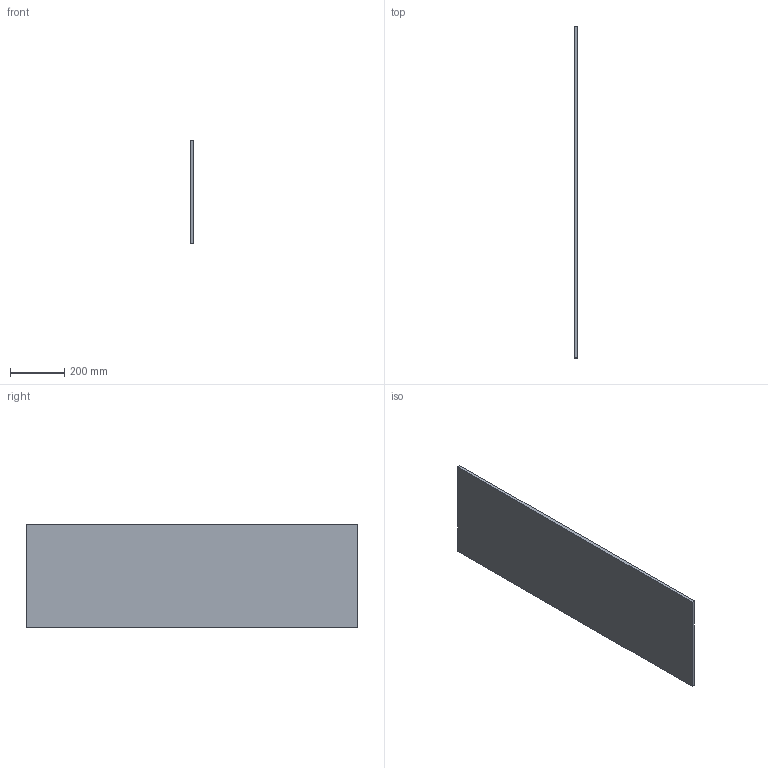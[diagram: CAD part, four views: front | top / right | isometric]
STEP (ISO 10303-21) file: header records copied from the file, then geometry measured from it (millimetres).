
FILE_DESCRIPTION(/* description */ ('','CAx-IF Rec.Pracs.---Representation and Presentation of Product Manufacturing Information (PMI)---4.0---2014-10-13'),/* implementation_level */ '2;1');
FILE_NAME(/* name */ 'LR_Sides.stp',/* time_stamp */ '2021-11-26T12:40:02-06:00',/* author */ ('wbrooks'),/* organization */ (''),/* preprocessor_version */ 'ST-DEVELOPER v18.1',/* originating_system */ 'Autodesk Inventor 2021',/* authorisation */ '');
FILE_SCHEMA (('AP242_MANAGED_MODEL_BASED_3D_ENGINEERING_MIM_LF { 1 0 10303 442 1 1 4 }'));
Length unit declared in the file: millimetre
Products named in the file (1): LR_Sides
Bounding box: 11.91 x 1219.2 x 379.41 mm (x, y, z)
Volume: 5507589.8 mm3; surface area: 963226.4 mm2
Topology: 1 solids, 1 shells, 6 faces, 12 edges, 8 vertices
Faces by surface type: plane 6
Entity records: 314 total; most frequent: DIRECTION 52, CARTESIAN_POINT 52, ORIENTED_EDGE 24, AXIS2_PLACEMENT_3D 20, LINE 12, VECTOR 12, EDGE_CURVE 12, VERTEX_POINT 8
